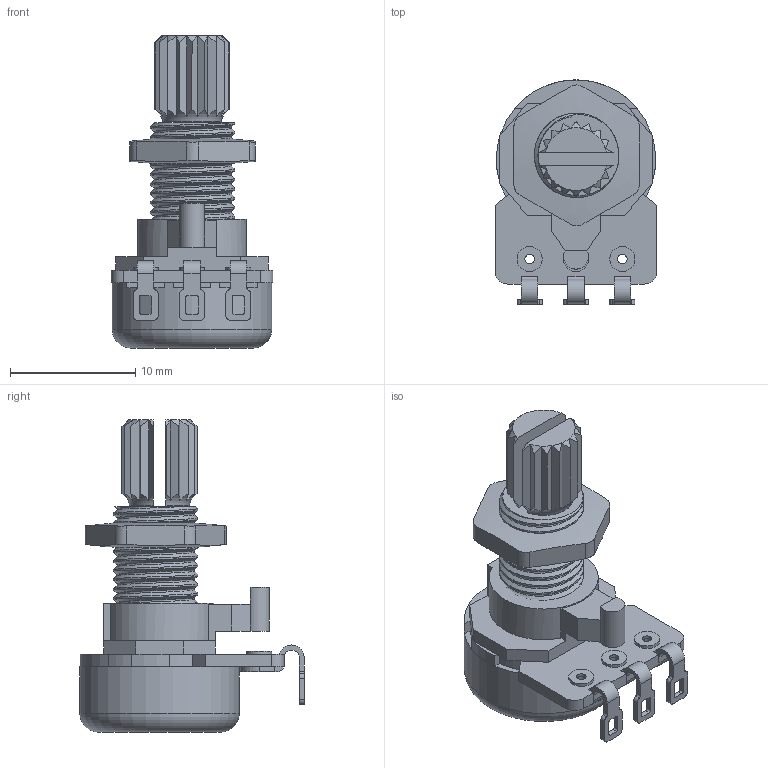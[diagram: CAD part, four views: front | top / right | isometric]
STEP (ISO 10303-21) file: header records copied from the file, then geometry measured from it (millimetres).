
FILE_DESCRIPTION(/* description */ (''),/* implementation_level */ '2;1');
FILE_NAME(/* name */ 'COM-09939 - Rotary Potentiometer.stp',/* time_stamp */ '2014-01-01T08:32:01-07:00',/* author */ ('tom'),/* organization */ (''),/* preprocessor_version */ 'ST-DEVELOPER v15.2',/* originating_system */ 'Autodesk Inventor 2014',/* authorisation */ '');
FILE_SCHEMA (('AUTOMOTIVE_DESIGN { 1 0 10303 214 3 1 1 }'));
Length unit declared in the file: millimetre
Products named in the file (9): Component3; Component5; Component7; Component8; Component9; Component10; Component11; Nut; COM-09939 - Rotary Potentiometer
Bounding box: 12.9 x 17.9 x 24.91 mm (x, y, z)
Volume: 1633 mm3; surface area: 2146.3 mm2
Topology: 13 solids, 13 shells, 268 faces, 701 edges, 456 vertices
Faces by surface type: plane 162, cylinder 77, cone 18, bspline 8, torus 3
Full cylindrical faces by diameter (mm): 0.75 x9, 2 x3, 12.72 x1
Entity records: 11197 total; most frequent: CARTESIAN_POINT 4613, ORIENTED_EDGE 1366, DIRECTION 1272, EDGE_CURVE 683, VERTEX_POINT 453, AXIS2_PLACEMENT_3D 442, LINE 388, VECTOR 388
